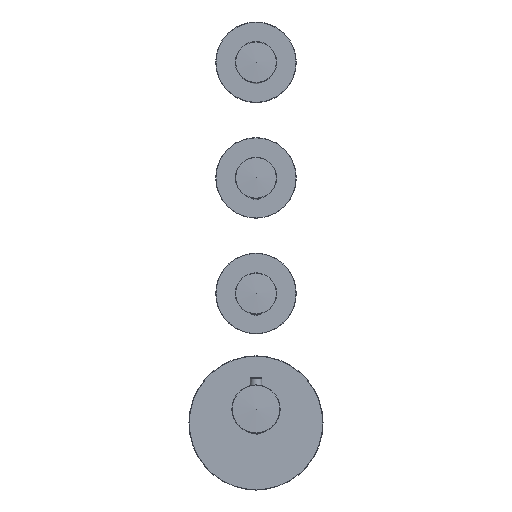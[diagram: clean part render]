
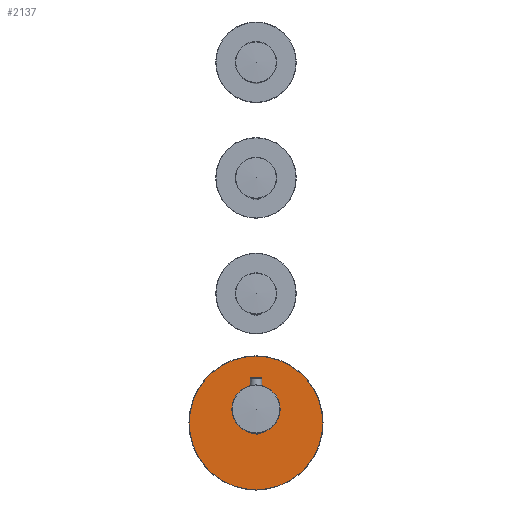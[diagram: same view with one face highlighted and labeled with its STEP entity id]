
A CAD part, front view. The second image highlights one B-rep face of the part: STEP entity #2137.
In plain terms, the highlighted planar face has unit normal (0, -1, 0).
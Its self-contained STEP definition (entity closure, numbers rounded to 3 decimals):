
#112=CIRCLE('',#2305,20.85);
#113=CIRCLE('',#2307,57.8);
#178=PLANE('',#2306);
#574=ORIENTED_EDGE('',*,*,#1027,.F.);
#575=ORIENTED_EDGE('',*,*,#1028,.T.);
#1027=EDGE_CURVE('',#1307,#1307,#112,.T.);
#1028=EDGE_CURVE('',#1308,#1308,#113,.T.);
#1307=VERTEX_POINT('',#10070);
#1308=VERTEX_POINT('',#10073);
#1708=EDGE_LOOP('',(#574));
#1709=EDGE_LOOP('',(#575));
#1912=FACE_BOUND('',#1708,.T.);
#1913=FACE_BOUND('',#1709,.T.);
#2137=ADVANCED_FACE('',(#1912,#1913),#178,.T.);
#2305=AXIS2_PLACEMENT_3D('',#10069,#2539,#2540);
#2306=AXIS2_PLACEMENT_3D('',#10071,#2541,#2542);
#2307=AXIS2_PLACEMENT_3D('',#10072,#2543,#2544);
#2539=DIRECTION('',(0.,-1.,0.));
#2540=DIRECTION('',(-1.,0.,0.));
#2541=DIRECTION('',(0.,-1.,0.));
#2542=DIRECTION('',(1.,0.,0.));
#2543=DIRECTION('',(0.,-1.,0.));
#2544=DIRECTION('',(1.,0.,0.));
#10069=CARTESIAN_POINT('',(0.,-7.,0.));
#10070=CARTESIAN_POINT('',(-20.85,-7.,0.));
#10071=CARTESIAN_POINT('',(0.,-7.,-67.));
#10072=CARTESIAN_POINT('',(0.,-7.,-12.));
#10073=CARTESIAN_POINT('',(57.8,-7.,-12.));
